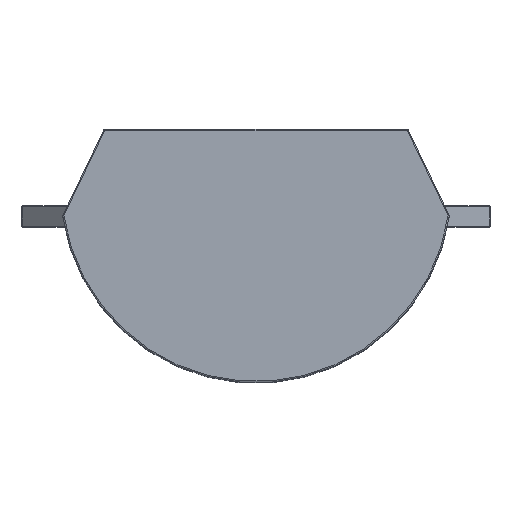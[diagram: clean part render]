
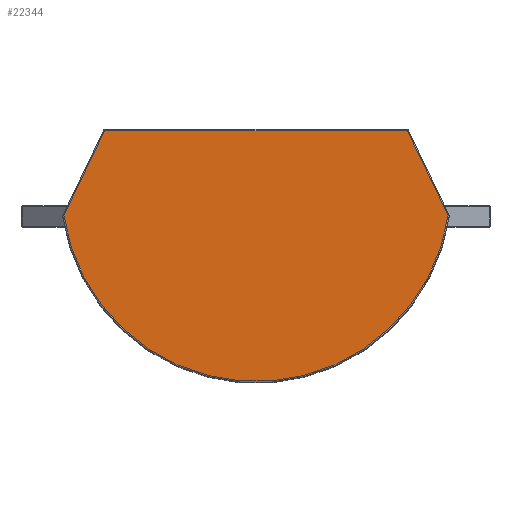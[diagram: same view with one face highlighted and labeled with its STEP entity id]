
A CAD part, top view. The second image highlights one B-rep face of the part: STEP entity #22344.
In plain terms, the highlighted planar face has unit normal (0, 0, 1).
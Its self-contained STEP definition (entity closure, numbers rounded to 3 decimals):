
#8327 = CYLINDRICAL_SURFACE('',#8328,0.015);
#8328 = AXIS2_PLACEMENT_3D('',#8329,#8330,#8331);
#8329 = CARTESIAN_POINT('',(-1.8,1.005,4.565));
#8330 = DIRECTION('',(1.,0.,0.));
#8331 = DIRECTION('',(0.,1.,0.));
#12845 = CYLINDRICAL_SURFACE('',#12846,0.015);
#12846 = AXIS2_PLACEMENT_3D('',#12847,#12848,#12849);
#12847 = CARTESIAN_POINT('',(-2.276,-0.006,4.565)
  );
#12848 = DIRECTION('',(0.433,0.901,0.));
#12849 = DIRECTION('',(-0.901,0.433,0.));
#12926 = CYLINDRICAL_SURFACE('',#12927,0.015);
#12927 = AXIS2_PLACEMENT_3D('',#12928,#12929,#12930);
#12928 = CARTESIAN_POINT('',(1.786,1.014,4.565));
#12929 = DIRECTION('',(0.433,-0.901,0.));
#12930 = DIRECTION('',(0.901,0.433,0.));
#13030 = TOROIDAL_SURFACE('',#13031,2.299,0.015);
#13031 = AXIS2_PLACEMENT_3D('',#13032,#13033,#13034);
#13032 = CARTESIAN_POINT('',(0.,0.334,4.565));
#13033 = DIRECTION('',(0.,0.,1.));
#13034 = DIRECTION('',(-0.99,-0.144,-0.));
#15146 = VERTEX_POINT('',#15147);
#15147 = CARTESIAN_POINT('',(-1.791,1.005,4.58));
#15167 = EDGE_CURVE('',#15146,#15168,#15170,.T.);
#15168 = VERTEX_POINT('',#15169);
#15169 = CARTESIAN_POINT('',(1.791,1.005,4.58));
#15170 = SURFACE_CURVE('',#15171,(#15175,#15182),.PCURVE_S1.);
#15171 = LINE('',#15172,#15173);
#15172 = CARTESIAN_POINT('',(-1.8,1.005,4.58));
#15173 = VECTOR('',#15174,1.);
#15174 = DIRECTION('',(1.,0.,0.));
#15175 = PCURVE('',#8327,#15176);
#15176 = DEFINITIONAL_REPRESENTATION('',(#15177),#15181);
#15177 = LINE('',#15178,#15179);
#15178 = CARTESIAN_POINT('',(1.571,0.));
#15179 = VECTOR('',#15180,1.);
#15180 = DIRECTION('',(0.,1.));
#15181 = ( GEOMETRIC_REPRESENTATION_CONTEXT(2) 
PARAMETRIC_REPRESENTATION_CONTEXT() REPRESENTATION_CONTEXT('2D SPACE',''
  ) );
#15182 = PCURVE('',#15183,#15188);
#15183 = PLANE('',#15184);
#15184 = AXIS2_PLACEMENT_3D('',#15185,#15186,#15187);
#15185 = CARTESIAN_POINT('',(0.,-0.203,4.58));
#15186 = DIRECTION('',(-0.,-0.,-1.));
#15187 = DIRECTION('',(-1.,0.,0.));
#15188 = DEFINITIONAL_REPRESENTATION('',(#15189),#15193);
#15189 = LINE('',#15190,#15191);
#15190 = CARTESIAN_POINT('',(1.8,1.208));
#15191 = VECTOR('',#15192,1.);
#15192 = DIRECTION('',(-1.,0.));
#15193 = ( GEOMETRIC_REPRESENTATION_CONTEXT(2) 
PARAMETRIC_REPRESENTATION_CONTEXT() REPRESENTATION_CONTEXT('2D SPACE',''
  ) );
#21423 = VERTEX_POINT('',#21424);
#21424 = CARTESIAN_POINT('',(-2.274,-0.002,4.58));
#21444 = EDGE_CURVE('',#21423,#15146,#21445,.T.);
#21445 = SURFACE_CURVE('',#21446,(#21450,#21457),.PCURVE_S1.);
#21446 = LINE('',#21447,#21448);
#21447 = CARTESIAN_POINT('',(-2.276,-0.006,4.58));
#21448 = VECTOR('',#21449,1.);
#21449 = DIRECTION('',(0.433,0.901,0.));
#21450 = PCURVE('',#12845,#21451);
#21451 = DEFINITIONAL_REPRESENTATION('',(#21452),#21456);
#21452 = LINE('',#21453,#21454);
#21453 = CARTESIAN_POINT('',(1.571,0.));
#21454 = VECTOR('',#21455,1.);
#21455 = DIRECTION('',(0.,1.));
#21456 = ( GEOMETRIC_REPRESENTATION_CONTEXT(2) 
PARAMETRIC_REPRESENTATION_CONTEXT() REPRESENTATION_CONTEXT('2D SPACE',''
  ) );
#21457 = PCURVE('',#15183,#21458);
#21458 = DEFINITIONAL_REPRESENTATION('',(#21459),#21463);
#21459 = LINE('',#21460,#21461);
#21460 = CARTESIAN_POINT('',(2.276,0.196));
#21461 = VECTOR('',#21462,1.);
#21462 = DIRECTION('',(-0.433,0.901));
#21463 = ( GEOMETRIC_REPRESENTATION_CONTEXT(2) 
PARAMETRIC_REPRESENTATION_CONTEXT() REPRESENTATION_CONTEXT('2D SPACE',''
  ) );
#21542 = EDGE_CURVE('',#15168,#21543,#21545,.T.);
#21543 = VERTEX_POINT('',#21544);
#21544 = CARTESIAN_POINT('',(2.274,-0.002,4.58));
#21545 = SURFACE_CURVE('',#21546,(#21550,#21557),.PCURVE_S1.);
#21546 = LINE('',#21547,#21548);
#21547 = CARTESIAN_POINT('',(1.786,1.014,4.58));
#21548 = VECTOR('',#21549,1.);
#21549 = DIRECTION('',(0.433,-0.901,0.));
#21550 = PCURVE('',#12926,#21551);
#21551 = DEFINITIONAL_REPRESENTATION('',(#21552),#21556);
#21552 = LINE('',#21553,#21554);
#21553 = CARTESIAN_POINT('',(1.571,0.));
#21554 = VECTOR('',#21555,1.);
#21555 = DIRECTION('',(0.,1.));
#21556 = ( GEOMETRIC_REPRESENTATION_CONTEXT(2) 
PARAMETRIC_REPRESENTATION_CONTEXT() REPRESENTATION_CONTEXT('2D SPACE',''
  ) );
#21557 = PCURVE('',#15183,#21558);
#21558 = DEFINITIONAL_REPRESENTATION('',(#21559),#21563);
#21559 = LINE('',#21560,#21561);
#21560 = CARTESIAN_POINT('',(-1.786,1.216));
#21561 = VECTOR('',#21562,1.);
#21562 = DIRECTION('',(-0.433,-0.901));
#21563 = ( GEOMETRIC_REPRESENTATION_CONTEXT(2) 
PARAMETRIC_REPRESENTATION_CONTEXT() REPRESENTATION_CONTEXT('2D SPACE',''
  ) );
#21630 = EDGE_CURVE('',#21423,#21543,#21631,.T.);
#21631 = SURFACE_CURVE('',#21632,(#21637,#21644),.PCURVE_S1.);
#21632 = CIRCLE('',#21633,2.299);
#21633 = AXIS2_PLACEMENT_3D('',#21634,#21635,#21636);
#21634 = CARTESIAN_POINT('',(0.,0.334,4.58));
#21635 = DIRECTION('',(-0.,0.,1.));
#21636 = DIRECTION('',(-0.99,-0.144,-0.));
#21637 = PCURVE('',#13030,#21638);
#21638 = DEFINITIONAL_REPRESENTATION('',(#21639),#21643);
#21639 = LINE('',#21640,#21641);
#21640 = CARTESIAN_POINT('',(0.,1.571));
#21641 = VECTOR('',#21642,1.);
#21642 = DIRECTION('',(1.,0.));
#21643 = ( GEOMETRIC_REPRESENTATION_CONTEXT(2) 
PARAMETRIC_REPRESENTATION_CONTEXT() REPRESENTATION_CONTEXT('2D SPACE',''
  ) );
#21644 = PCURVE('',#15183,#21645);
#21645 = DEFINITIONAL_REPRESENTATION('',(#21646),#21654);
#21646 = ( BOUNDED_CURVE() B_SPLINE_CURVE(2,(#21647,#21648,#21649,#21650
    ,#21651,#21652,#21653),.UNSPECIFIED.,.T.,.F.) 
B_SPLINE_CURVE_WITH_KNOTS((1,2,2,2,2,1),(-2.094,0.,
    2.094,4.189,6.283,8.378),
.UNSPECIFIED.) CURVE() GEOMETRIC_REPRESENTATION_ITEM() 
RATIONAL_B_SPLINE_CURVE((1.,0.5,1.,0.5,1.,0.5,1.)) REPRESENTATION_ITEM(
  '') );
#21647 = CARTESIAN_POINT('',(2.275,0.205));
#21648 = CARTESIAN_POINT('',(1.7,-3.736));
#21649 = CARTESIAN_POINT('',(-1.425,-1.267));
#21650 = CARTESIAN_POINT('',(-4.55,1.201));
#21651 = CARTESIAN_POINT('',(-0.85,2.673));
#21652 = CARTESIAN_POINT('',(2.85,4.145));
#21653 = CARTESIAN_POINT('',(2.275,0.205));
#21654 = ( GEOMETRIC_REPRESENTATION_CONTEXT(2) 
PARAMETRIC_REPRESENTATION_CONTEXT() REPRESENTATION_CONTEXT('2D SPACE',''
  ) );
#22344 = ADVANCED_FACE('',(#22345),#15183,.F.);
#22345 = FACE_BOUND('',#22346,.F.);
#22346 = EDGE_LOOP('',(#22347,#22348,#22349,#22350));
#22347 = ORIENTED_EDGE('',*,*,#15167,.T.);
#22348 = ORIENTED_EDGE('',*,*,#21542,.T.);
#22349 = ORIENTED_EDGE('',*,*,#21630,.F.);
#22350 = ORIENTED_EDGE('',*,*,#21444,.T.);
